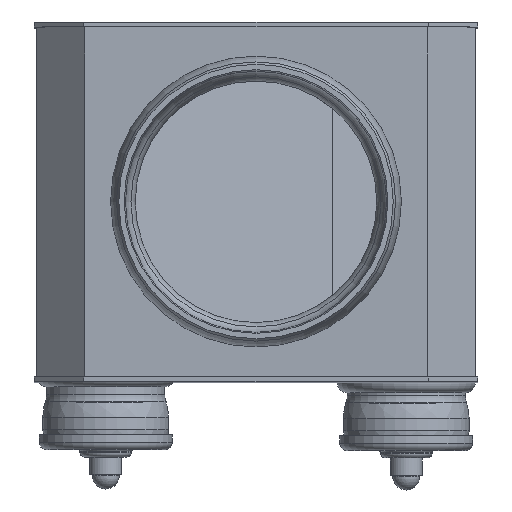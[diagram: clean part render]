
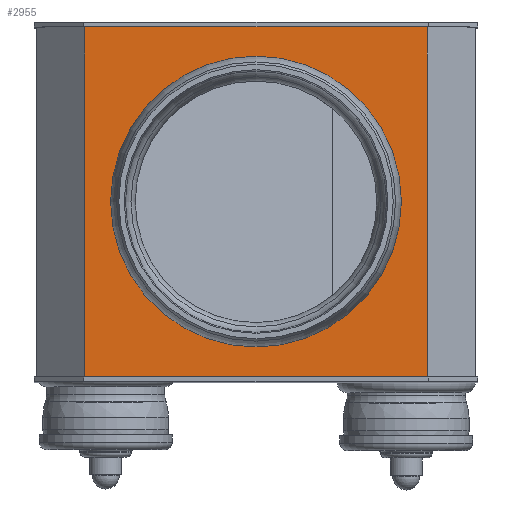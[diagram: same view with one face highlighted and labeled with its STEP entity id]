
A CAD part, top view. The second image highlights one B-rep face of the part: STEP entity #2955.
In plain terms, the highlighted planar face has unit normal (0, 0, 1).
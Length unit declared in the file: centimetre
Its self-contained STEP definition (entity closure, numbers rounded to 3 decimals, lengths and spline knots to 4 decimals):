
#90=FACE_BOUND('',#729,.T.);
#175=CIRCLE('',#3207,49.);
#513=FACE_OUTER_BOUND('',#728,.T.);
#728=EDGE_LOOP('',(#2253,#2254,#2255,#2256));
#729=EDGE_LOOP('',(#2257));
#945=LINE('',#4848,#1125);
#993=LINE('',#4946,#1173);
#994=LINE('',#4948,#1174);
#995=LINE('',#4949,#1175);
#1125=VECTOR('',#3827,1.);
#1173=VECTOR('',#3913,1.);
#1174=VECTOR('',#3914,1.);
#1175=VECTOR('',#3915,1.);
#1319=VERTEX_POINT('',#4818);
#1331=VERTEX_POINT('',#4846);
#1332=VERTEX_POINT('',#4847);
#1363=VERTEX_POINT('',#4945);
#1364=VERTEX_POINT('',#4947);
#1629=EDGE_CURVE('',#1319,#1319,#175,.T.);
#1643=EDGE_CURVE('',#1331,#1332,#945,.T.);
#1691=EDGE_CURVE('',#1332,#1363,#993,.T.);
#1692=EDGE_CURVE('',#1364,#1363,#994,.T.);
#1693=EDGE_CURVE('',#1331,#1364,#995,.T.);
#2253=ORIENTED_EDGE('',*,*,#1643,.T.);
#2254=ORIENTED_EDGE('',*,*,#1691,.T.);
#2255=ORIENTED_EDGE('',*,*,#1692,.F.);
#2256=ORIENTED_EDGE('',*,*,#1693,.F.);
#2257=ORIENTED_EDGE('',*,*,#1629,.T.);
#2836=PLANE('',#3231);
#2955=ADVANCED_FACE('',(#513,#90),#2836,.T.);
#3207=AXIS2_PLACEMENT_3D('',#4819,#3805,#3806);
#3231=AXIS2_PLACEMENT_3D('',#4944,#3911,#3912);
#3805=DIRECTION('center_axis',(0.,0.,
-1.));
#3806=DIRECTION('ref_axis',(1.,0.,0.));
#3827=DIRECTION('',(-1.,0.,0.));
#3911=DIRECTION('center_axis',(0.,0.,
1.));
#3912=DIRECTION('ref_axis',(-1.,0.,0.));
#3913=DIRECTION('',(0.,-1.,0.));
#3914=DIRECTION('',(-1.,0.,0.));
#3915=DIRECTION('',(0.,-1.,0.));
#4818=CARTESIAN_POINT('',(-49.,0.,371.));
#4819=CARTESIAN_POINT('Origin',(0.,0.,
371.));
#4846=CARTESIAN_POINT('',(69.5858,71.,371.));
#4847=CARTESIAN_POINT('',(-69.5858,71.,371.));
#4848=CARTESIAN_POINT('',(69.5858,71.,371.));
#4944=CARTESIAN_POINT('Origin',(69.5858,71.,371.));
#4945=CARTESIAN_POINT('',(-69.5858,-71.,371.));
#4946=CARTESIAN_POINT('',(-69.5858,71.,371.));
#4947=CARTESIAN_POINT('',(69.5858,-71.,371.));
#4948=CARTESIAN_POINT('',(34.7929,-71.,371.));
#4949=CARTESIAN_POINT('',(69.5858,71.,371.));
